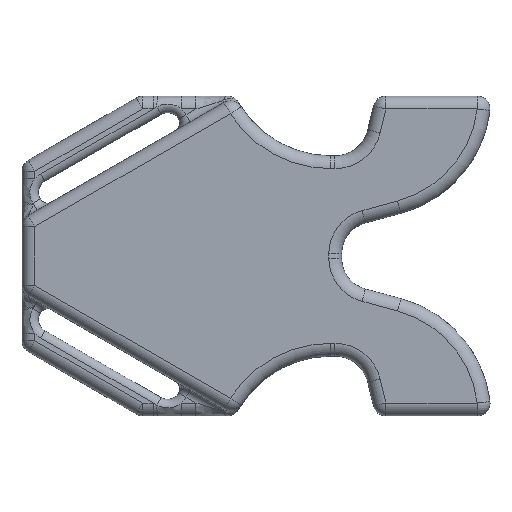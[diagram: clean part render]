
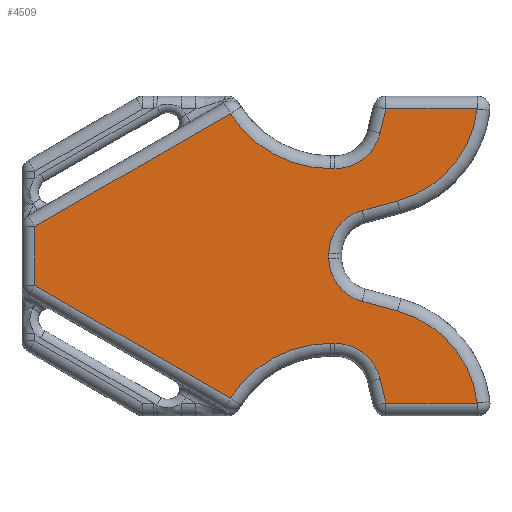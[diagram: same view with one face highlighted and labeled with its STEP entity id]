
A CAD part, front view. The second image highlights one B-rep face of the part: STEP entity #4509.
In plain terms, the highlighted planar face has unit normal (0, -1, 0).
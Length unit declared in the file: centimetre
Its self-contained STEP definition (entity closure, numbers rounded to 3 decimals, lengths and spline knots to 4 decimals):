
#356=FACE_OUTER_BOUND('',#672,.T.);
#672=EDGE_LOOP('',(#3244,#3245,#3246,#3247,#3248,#3249,#3250,#3251,#3252,
#3253,#3254,#3255,#3256,#3257,#3258,#3259,#3260,#3261,#3262,#3263));
#1019=CIRCLE('',#4901,1.4224);
#1020=CIRCLE('',#4902,1.4224);
#1021=CIRCLE('',#4903,0.5542);
#1022=CIRCLE('',#4904,1.2944);
#1023=CIRCLE('',#4905,0.5334);
#1024=CIRCLE('',#4906,0.5334);
#1025=CIRCLE('',#4907,1.2944);
#1026=CIRCLE('',#4908,0.5542);
#1449=LINE('',#8179,#1693);
#1450=LINE('',#8183,#1694);
#1451=LINE('',#8185,#1695);
#1452=LINE('',#8187,#1696);
#1453=LINE('',#8191,#1697);
#1454=LINE('',#8195,#1698);
#1455=LINE('',#8197,#1699);
#1456=LINE('',#8201,#1700);
#1457=LINE('',#8205,#1701);
#1458=LINE('',#8209,#1702);
#1459=LINE('',#8213,#1703);
#1460=LINE('',#8215,#1704);
#1693=VECTOR('',#5785,0.0502);
#1694=VECTOR('',#5788,2.6912);
#1695=VECTOR('',#5789,0.7011);
#1696=VECTOR('',#5790,2.6912);
#1697=VECTOR('',#5793,0.0502);
#1698=VECTOR('',#5796,0.2919);
#1699=VECTOR('',#5797,1.0895);
#1700=VECTOR('',#5800,0.4407);
#1701=VECTOR('',#5803,0.0511);
#1702=VECTOR('',#5806,0.4407);
#1703=VECTOR('',#5809,1.0895);
#1704=VECTOR('',#5810,0.2919);
#2106=VERTEX_POINT('',#8177);
#2107=VERTEX_POINT('',#8178);
#2108=VERTEX_POINT('',#8180);
#2109=VERTEX_POINT('',#8182);
#2110=VERTEX_POINT('',#8184);
#2111=VERTEX_POINT('',#8186);
#2112=VERTEX_POINT('',#8188);
#2113=VERTEX_POINT('',#8190);
#2114=VERTEX_POINT('',#8192);
#2115=VERTEX_POINT('',#8194);
#2116=VERTEX_POINT('',#8196);
#2117=VERTEX_POINT('',#8198);
#2118=VERTEX_POINT('',#8200);
#2119=VERTEX_POINT('',#8202);
#2120=VERTEX_POINT('',#8204);
#2121=VERTEX_POINT('',#8206);
#2122=VERTEX_POINT('',#8208);
#2123=VERTEX_POINT('',#8210);
#2124=VERTEX_POINT('',#8212);
#2125=VERTEX_POINT('',#8214);
#2514=EDGE_CURVE('',#2106,#2107,#1449,.T.);
#2515=EDGE_CURVE('',#2107,#2108,#1019,.T.);
#2516=EDGE_CURVE('',#2108,#2109,#1450,.T.);
#2517=EDGE_CURVE('',#2109,#2110,#1451,.F.);
#2518=EDGE_CURVE('',#2110,#2111,#1452,.F.);
#2519=EDGE_CURVE('',#2111,#2112,#1020,.T.);
#2520=EDGE_CURVE('',#2112,#2113,#1453,.T.);
#2521=EDGE_CURVE('',#2113,#2114,#1021,.T.);
#2522=EDGE_CURVE('',#2114,#2115,#1454,.T.);
#2523=EDGE_CURVE('',#2115,#2116,#1455,.F.);
#2524=EDGE_CURVE('',#2116,#2117,#1022,.F.);
#2525=EDGE_CURVE('',#2117,#2118,#1456,.F.);
#2526=EDGE_CURVE('',#2118,#2119,#1023,.T.);
#2527=EDGE_CURVE('',#2119,#2120,#1457,.F.);
#2528=EDGE_CURVE('',#2120,#2121,#1024,.T.);
#2529=EDGE_CURVE('',#2121,#2122,#1458,.F.);
#2530=EDGE_CURVE('',#2122,#2123,#1025,.F.);
#2531=EDGE_CURVE('',#2123,#2124,#1459,.T.);
#2532=EDGE_CURVE('',#2124,#2125,#1460,.T.);
#2533=EDGE_CURVE('',#2125,#2106,#1026,.T.);
#3244=ORIENTED_EDGE('',*,*,#2514,.T.);
#3245=ORIENTED_EDGE('',*,*,#2515,.T.);
#3246=ORIENTED_EDGE('',*,*,#2516,.T.);
#3247=ORIENTED_EDGE('',*,*,#2517,.T.);
#3248=ORIENTED_EDGE('',*,*,#2518,.T.);
#3249=ORIENTED_EDGE('',*,*,#2519,.T.);
#3250=ORIENTED_EDGE('',*,*,#2520,.T.);
#3251=ORIENTED_EDGE('',*,*,#2521,.T.);
#3252=ORIENTED_EDGE('',*,*,#2522,.T.);
#3253=ORIENTED_EDGE('',*,*,#2523,.T.);
#3254=ORIENTED_EDGE('',*,*,#2524,.T.);
#3255=ORIENTED_EDGE('',*,*,#2525,.T.);
#3256=ORIENTED_EDGE('',*,*,#2526,.T.);
#3257=ORIENTED_EDGE('',*,*,#2527,.T.);
#3258=ORIENTED_EDGE('',*,*,#2528,.T.);
#3259=ORIENTED_EDGE('',*,*,#2529,.T.);
#3260=ORIENTED_EDGE('',*,*,#2530,.T.);
#3261=ORIENTED_EDGE('',*,*,#2531,.T.);
#3262=ORIENTED_EDGE('',*,*,#2532,.T.);
#3263=ORIENTED_EDGE('',*,*,#2533,.T.);
#4457=PLANE('',#4900);
#4509=ADVANCED_FACE('',(#356),#4457,.F.);
#4900=AXIS2_PLACEMENT_3D('',#8176,#5783,#5784);
#4901=AXIS2_PLACEMENT_3D('',#8181,#5786,#5787);
#4902=AXIS2_PLACEMENT_3D('',#8189,#5791,#5792);
#4903=AXIS2_PLACEMENT_3D('',#8193,#5794,#5795);
#4904=AXIS2_PLACEMENT_3D('',#8199,#5798,#5799);
#4905=AXIS2_PLACEMENT_3D('',#8203,#5801,#5802);
#4906=AXIS2_PLACEMENT_3D('',#8207,#5804,#5805);
#4907=AXIS2_PLACEMENT_3D('',#8211,#5807,#5808);
#4908=AXIS2_PLACEMENT_3D('',#8216,#5811,#5812);
#5783=DIRECTION('center_axis',(0.,1.,0.));
#5784=DIRECTION('ref_axis',(0.,0.,1.));
#5785=DIRECTION('',(-1.,0.,0.));
#5786=DIRECTION('center_axis',(0.,1.,0.));
#5787=DIRECTION('ref_axis',(0.,0.,1.));
#5788=DIRECTION('',(-0.866,0.,-0.5));
#5789=DIRECTION('',(0.,0.,1.));
#5790=DIRECTION('',(-0.866,0.,0.5));
#5791=DIRECTION('center_axis',(0.,1.,0.));
#5792=DIRECTION('ref_axis',(0.,0.,1.));
#5793=DIRECTION('',(1.,0.,0.));
#5794=DIRECTION('center_axis',(0.,1.,0.));
#5795=DIRECTION('ref_axis',(0.,0.,1.));
#5796=DIRECTION('',(0.229,0.,-0.973));
#5797=DIRECTION('',(-1.,0.,0.));
#5798=DIRECTION('center_axis',(0.,1.,0.));
#5799=DIRECTION('ref_axis',(0.,0.,1.));
#5800=DIRECTION('',(0.966,0.,-0.26));
#5801=DIRECTION('center_axis',(0.,1.,0.));
#5802=DIRECTION('ref_axis',(0.,0.,1.));
#5803=DIRECTION('',(0.,0.,-1.));
#5804=DIRECTION('center_axis',(0.,1.,0.));
#5805=DIRECTION('ref_axis',(0.,0.,1.));
#5806=DIRECTION('',(-0.966,0.,-0.26));
#5807=DIRECTION('center_axis',(0.,1.,0.));
#5808=DIRECTION('ref_axis',(0.,0.,1.));
#5809=DIRECTION('',(-1.,0.,0.));
#5810=DIRECTION('',(-0.229,0.,-0.973));
#5811=DIRECTION('center_axis',(0.,1.,0.));
#5812=DIRECTION('ref_axis',(0.,0.,1.));
#8176=CARTESIAN_POINT('Origin',(0.,-0.635,0.));
#8177=CARTESIAN_POINT('',(-0.0795,-0.635,1.0414));
#8178=CARTESIAN_POINT('',(-0.1297,-0.635,1.0414));
#8179=CARTESIAN_POINT('',(-0.0795,-0.635,1.0414));
#8180=CARTESIAN_POINT('',(-1.3271,-0.635,1.6961));
#8181=CARTESIAN_POINT('Origin',(-0.1297,-0.635,2.4638));
#8182=CARTESIAN_POINT('',(-3.6577,-0.635,0.3505));
#8183=CARTESIAN_POINT('',(-1.3271,-0.635,1.6961));
#8184=CARTESIAN_POINT('',(-3.6577,-0.635,-0.3505));
#8185=CARTESIAN_POINT('',(-3.6577,-0.635,-0.3505));
#8186=CARTESIAN_POINT('',(-1.3271,-0.635,-1.6961));
#8187=CARTESIAN_POINT('',(-1.3271,-0.635,-1.6961));
#8188=CARTESIAN_POINT('',(-0.1297,-0.635,-1.0414));
#8189=CARTESIAN_POINT('Origin',(-0.1297,-0.635,-2.4638));
#8190=CARTESIAN_POINT('',(-0.0795,-0.635,-1.0414));
#8191=CARTESIAN_POINT('',(-0.1297,-0.635,-1.0414));
#8192=CARTESIAN_POINT('',(0.46,-0.635,-1.4685));
#8193=CARTESIAN_POINT('Origin',(-0.0795,-0.635,-1.5956));
#8194=CARTESIAN_POINT('',(0.5269,-0.635,-1.7526));
#8195=CARTESIAN_POINT('',(0.46,-0.635,-1.4685));
#8196=CARTESIAN_POINT('',(1.6165,-0.635,-1.7526));
#8197=CARTESIAN_POINT('',(1.6165,-0.635,-1.7526));
#8198=CARTESIAN_POINT('',(0.6677,-0.635,-0.6552));
#8199=CARTESIAN_POINT('Origin',(0.3311,-0.635,-1.905));
#8200=CARTESIAN_POINT('',(0.2422,-0.635,-0.5406));
#8201=CARTESIAN_POINT('',(0.2422,-0.635,-0.5406));
#8202=CARTESIAN_POINT('',(-0.1525,-0.635,-0.0255));
#8203=CARTESIAN_POINT('Origin',(0.3809,-0.635,-0.0255));
#8204=CARTESIAN_POINT('',(-0.1525,-0.635,0.0255));
#8205=CARTESIAN_POINT('',(-0.1525,-0.635,0.0255));
#8206=CARTESIAN_POINT('',(0.2422,-0.635,0.5406));
#8207=CARTESIAN_POINT('Origin',(0.3809,-0.635,0.0255));
#8208=CARTESIAN_POINT('',(0.6677,-0.635,0.6552));
#8209=CARTESIAN_POINT('',(0.6677,-0.635,0.6552));
#8210=CARTESIAN_POINT('',(1.6165,-0.635,1.7526));
#8211=CARTESIAN_POINT('Origin',(0.3311,-0.635,1.905));
#8212=CARTESIAN_POINT('',(0.5269,-0.635,1.7526));
#8213=CARTESIAN_POINT('',(1.6165,-0.635,1.7526));
#8214=CARTESIAN_POINT('',(0.46,-0.635,1.4685));
#8215=CARTESIAN_POINT('',(0.5269,-0.635,1.7526));
#8216=CARTESIAN_POINT('Origin',(-0.0795,-0.635,1.5956));
